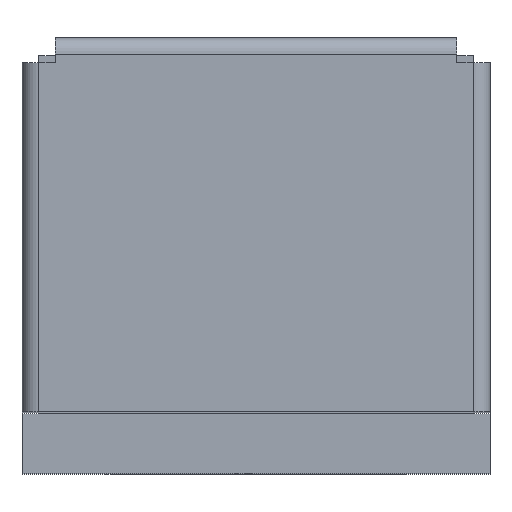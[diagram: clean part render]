
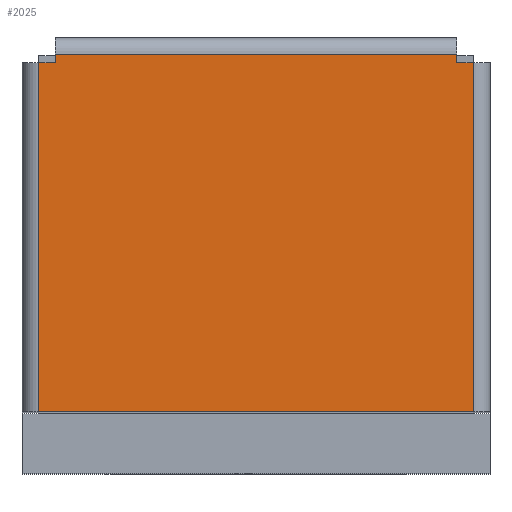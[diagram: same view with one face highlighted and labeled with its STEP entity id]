
A CAD part, top view. The second image highlights one B-rep face of the part: STEP entity #2025.
In plain terms, the highlighted planar face has unit normal (0, 0, 1).
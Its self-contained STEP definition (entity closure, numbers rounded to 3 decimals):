
#768=CARTESIAN_POINT('',(-6.5,5.8,12.81));
#769=VERTEX_POINT('',#768);
#787=CARTESIAN_POINT('',(-6.5,-4.65,12.81));
#788=VERTEX_POINT('',#787);
#796=CARTESIAN_POINT('',(-6.5,-53.229,12.81));
#797=DIRECTION('',(0.,1.,-0.));
#798=VECTOR('',#797,104.5);
#799=LINE('',#796,#798);
#800=EDGE_CURVE('',#788,#769,#799,.T.);
#867=CARTESIAN_POINT('',(6.5,-4.65,12.81));
#868=VERTEX_POINT('',#867);
#876=CARTESIAN_POINT('',(128.,-4.65,12.81));
#877=DIRECTION('',(-1.,0.,0.));
#878=VECTOR('',#877,130.);
#879=LINE('',#876,#878);
#880=EDGE_CURVE('',#868,#788,#879,.T.);
#949=CARTESIAN_POINT('',(6.,6.05,12.81));
#950=VERTEX_POINT('',#949);
#968=CARTESIAN_POINT('',(-6.,6.05,12.81));
#969=VERTEX_POINT('',#968);
#977=CARTESIAN_POINT('',(-60.,6.05,12.81));
#978=DIRECTION('',(1.,0.,-0.));
#979=VECTOR('',#978,120.);
#980=LINE('',#977,#979);
#981=EDGE_CURVE('',#969,#950,#980,.T.);
#1032=CARTESIAN_POINT('',(-6.,5.8,12.81));
#1033=VERTEX_POINT('',#1032);
#1040=CARTESIAN_POINT('',(-6.,-0.95,12.81));
#1041=DIRECTION('',(0.,1.,0.));
#1042=VECTOR('',#1041,2.5);
#1043=LINE('',#1040,#1042);
#1044=EDGE_CURVE('',#1033,#969,#1043,.T.);
#1157=CARTESIAN_POINT('',(6.5,5.8,12.81));
#1158=VERTEX_POINT('',#1157);
#1166=CARTESIAN_POINT('',(6.5,51.271,12.81));
#1167=DIRECTION('',(0.,-1.,0.));
#1168=VECTOR('',#1167,104.5);
#1169=LINE('',#1166,#1168);
#1170=EDGE_CURVE('',#1158,#868,#1169,.T.);
#1213=CARTESIAN_POINT('',(6.,5.8,12.81));
#1214=VERTEX_POINT('',#1213);
#1221=CARTESIAN_POINT('',(-3.,5.8,12.81));
#1222=DIRECTION('',(1.,0.,-0.));
#1223=VECTOR('',#1222,5.);
#1224=LINE('',#1221,#1223);
#1225=EDGE_CURVE('',#1214,#1158,#1224,.T.);
#1963=CARTESIAN_POINT('',(-11.,5.8,12.81));
#1964=DIRECTION('',(1.,0.,-0.));
#1965=VECTOR('',#1964,5.);
#1966=LINE('',#1963,#1965);
#1967=EDGE_CURVE('',#769,#1033,#1966,.T.);
#1989=CARTESIAN_POINT('',(6.,8.3,12.81));
#1990=DIRECTION('',(0.,-1.,0.));
#1991=VECTOR('',#1990,2.5);
#1992=LINE('',#1989,#1991);
#1993=EDGE_CURVE('',#950,#1214,#1992,.T.);
#2010=CARTESIAN_POINT('',(0.,0.92,12.81));
#2011=DIRECTION('',(0.,0.,1.));
#2012=DIRECTION('',(1.,0.,-0.));
#2013=AXIS2_PLACEMENT_3D('',#2010,#2011,#2012);
#2014=PLANE('',#2013);
#2015=ORIENTED_EDGE('',*,*,#800,.F.);
#2016=ORIENTED_EDGE('',*,*,#880,.F.);
#2017=ORIENTED_EDGE('',*,*,#1170,.F.);
#2018=ORIENTED_EDGE('',*,*,#1225,.F.);
#2019=ORIENTED_EDGE('',*,*,#1993,.F.);
#2020=ORIENTED_EDGE('',*,*,#981,.F.);
#2021=ORIENTED_EDGE('',*,*,#1044,.F.);
#2022=ORIENTED_EDGE('',*,*,#1967,.F.);
#2023=EDGE_LOOP('',(#2015,#2016,#2017,#2018,#2019,#2020,#2021,#2022));
#2024=FACE_BOUND('',#2023,.T.);
#2025=ADVANCED_FACE('',(#2024),#2014,.T.);
